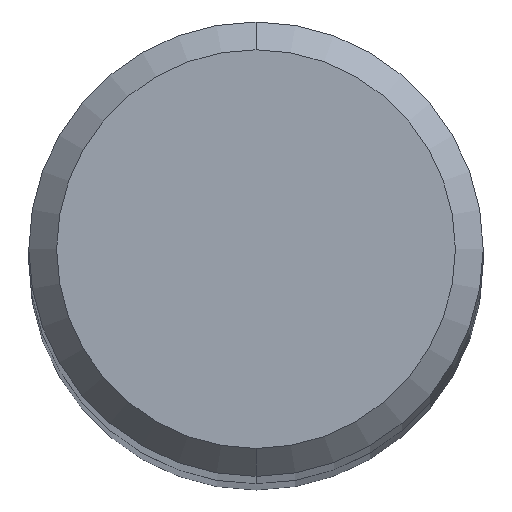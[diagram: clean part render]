
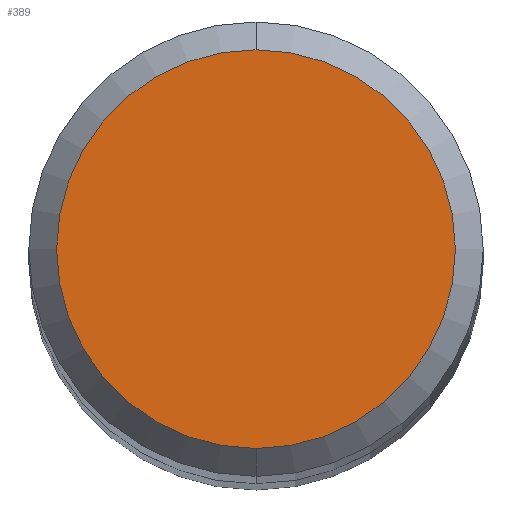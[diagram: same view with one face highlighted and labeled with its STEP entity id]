
A CAD part, top view. The second image highlights one B-rep face of the part: STEP entity #389.
In plain terms, the highlighted planar face has unit normal (0, 0, 1).
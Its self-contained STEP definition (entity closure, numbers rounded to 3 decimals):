
#301=EDGE_CURVE('',#327,#315,#587,.T.);
#315=VERTEX_POINT('',#602);
#327=VERTEX_POINT('',#615);
#389=ADVANCED_FACE('',(#687),#688,.T.);
#397=EDGE_CURVE('',#315,#327,#696,.T.);
#587=CIRCLE('',#1068,2.15);
#602=CARTESIAN_POINT('',(0.0,2.15,0.0));
#615=CARTESIAN_POINT('',(0.,-2.15,0.0));
#687=FACE_OUTER_BOUND('',#1224,.T.);
#688=PLANE('',#1225);
#696=CIRCLE('',#1242,2.15);
#1068=AXIS2_PLACEMENT_3D('',#1457,#1458,#1459);
#1224=EDGE_LOOP('',(#1600,#1601));
#1225=AXIS2_PLACEMENT_3D('',#1602,#1603,#1604);
#1242=AXIS2_PLACEMENT_3D('',#1606,#1607,#1608);
#1457=CARTESIAN_POINT('',(0.0,0.0,0.0));
#1458=DIRECTION('',(0.0,0.0,-1.0));
#1459=DIRECTION('',(0.0,1.0,0.0));
#1600=ORIENTED_EDGE('',*,*,#397,.F.);
#1601=ORIENTED_EDGE('',*,*,#301,.F.);
#1602=CARTESIAN_POINT('',(0.0,1.075,0.0));
#1603=DIRECTION('',(-0.0,0.0,1.0));
#1604=DIRECTION('',(0.0,-1.0,0.0));
#1606=CARTESIAN_POINT('',(0.0,0.0,0.0));
#1607=DIRECTION('',(0.0,0.0,-1.0));
#1608=DIRECTION('',(0.0,1.0,0.0));
